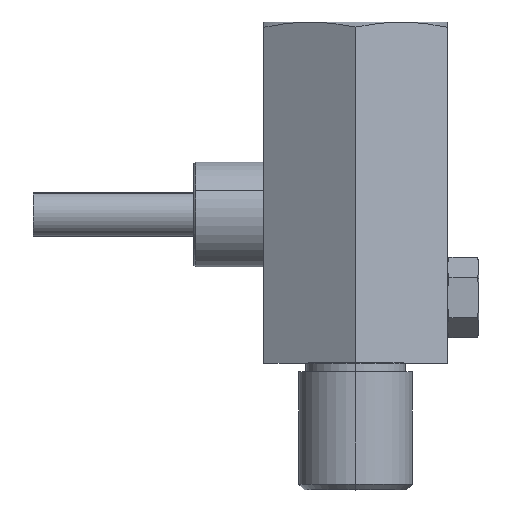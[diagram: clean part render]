
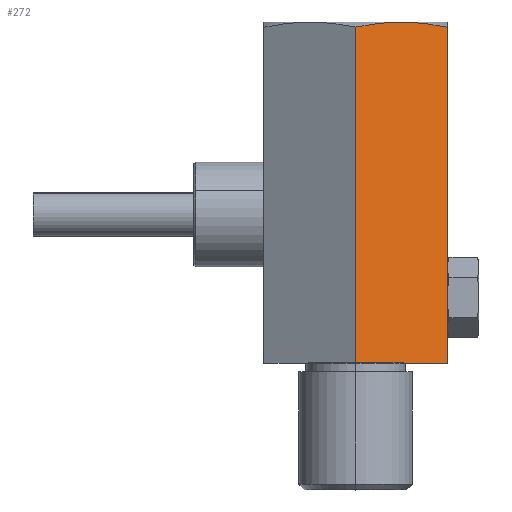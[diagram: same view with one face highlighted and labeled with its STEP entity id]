
A CAD part, top view. The second image highlights one B-rep face of the part: STEP entity #272.
In plain terms, the highlighted planar face has unit normal (0.5, 0, 0.866).
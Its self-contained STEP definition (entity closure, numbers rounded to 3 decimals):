
#272=ADVANCED_FACE('',(#638),#639,.F.);
#638=FACE_OUTER_BOUND('',#1124,.T.);
#639=PLANE('',#1125);
#1124=EDGE_LOOP('',(#1820,#1821,#1822,#1823,#1824));
#1125=AXIS2_PLACEMENT_3D('',#1825,#1826,#1827);
#1820=ORIENTED_EDGE('',*,*,#2948,.T.);
#1821=ORIENTED_EDGE('',*,*,#2944,.T.);
#1822=ORIENTED_EDGE('',*,*,#2958,.F.);
#1823=ORIENTED_EDGE('',*,*,#2894,.F.);
#1824=ORIENTED_EDGE('',*,*,#2959,.F.);
#1825=CARTESIAN_POINT('',(10.5,0.,6.062));
#1826=DIRECTION('',(-0.5,0.,-0.866));
#1827=DIRECTION('',(0.,-1.0,0.));
#2894=EDGE_CURVE('',#3397,#3427,#3428,.T.);
#2944=EDGE_CURVE('',#3483,#3487,#3489,.T.);
#2948=EDGE_CURVE('',#3495,#3483,#3496,.T.);
#2958=EDGE_CURVE('',#3427,#3487,#3507,.T.);
#2959=EDGE_CURVE('',#3495,#3397,#3508,.T.);
#3397=VERTEX_POINT('',#4402);
#3427=VERTEX_POINT('',#4451);
#3428=(B_SPLINE_CURVE(2,(#4453,#4454,#4455,#4456,#4457,#4458,#4459,#4460),.UNSPECIFIED.,.F.,.F.)B_SPLINE_CURVE_WITH_KNOTS((3,1,1,1,1,1,3),(-25.287,-23.259,-18.491,-10.574,-4.125,-1.554,-0.0),.UNSPECIFIED.)RATIONAL_B_SPLINE_CURVE((1.0,1.84,4.201,6.629,5.656,3.141,1.643,1.0))BOUNDED_CURVE()REPRESENTATION_ITEM('')GEOMETRIC_REPRESENTATION_ITEM()CURVE());
#3483=VERTEX_POINT('',#4823);
#3487=VERTEX_POINT('',#4842);
#3489=LINE('',#4858,#4859);
#3495=VERTEX_POINT('',#4867);
#3496=LINE('',#4868,#4869);
#3507=(B_SPLINE_CURVE(2,(#4897,#4898,#4899,#4900,#4901,#4902,#4903,#4904),.UNSPECIFIED.,.F.,.F.)B_SPLINE_CURVE_WITH_KNOTS((3,1,1,1,1,1,3),(0.0,1.554,4.125,10.574,18.491,23.259,25.287),.UNSPECIFIED.)RATIONAL_B_SPLINE_CURVE((1.0,1.643,3.141,5.656,6.629,4.201,1.84,1.0))BOUNDED_CURVE()REPRESENTATION_ITEM('')GEOMETRIC_REPRESENTATION_ITEM()CURVE());
#3508=LINE('',#4911,#4912);
#4402=CARTESIAN_POINT('',(0.,38.409,12.124));
#4451=CARTESIAN_POINT('',(5.25,39.0,9.093));
#4453=CARTESIAN_POINT('',(-98.621,-1.,69.063));
#4454=CARTESIAN_POINT('',(-46.686,20.744,39.078));
#4455=CARTESIAN_POINT('',(-10.846,35.303,18.386));
#4456=CARTESIAN_POINT('',(2.909,39.457,10.445));
#4457=CARTESIAN_POINT('',(12.938,38.22,4.654));
#4458=CARTESIAN_POINT('',(30.891,31.475,-5.711));
#4459=CARTESIAN_POINT('',(64.569,17.653,-25.155));
#4460=CARTESIAN_POINT('',(109.121,-1.,-50.877));
#4823=CARTESIAN_POINT('',(10.5,0.,6.062));
#4842=CARTESIAN_POINT('',(10.5,38.409,6.062));
#4858=CARTESIAN_POINT('',(10.5,0.,6.062));
#4859=VECTOR('',#5931,38.409);
#4867=CARTESIAN_POINT('',(0.,0.,12.124));
#4868=CARTESIAN_POINT('',(0.,0.,12.124));
#4869=VECTOR('',#5934,12.124);
#4897=CARTESIAN_POINT('',(-98.621,-1.,69.063));
#4898=CARTESIAN_POINT('',(-54.069,17.653,43.341));
#4899=CARTESIAN_POINT('',(-20.391,31.475,23.897));
#4900=CARTESIAN_POINT('',(-2.438,38.22,13.532));
#4901=CARTESIAN_POINT('',(7.591,39.457,7.742));
#4902=CARTESIAN_POINT('',(21.346,35.303,-0.2));
#4903=CARTESIAN_POINT('',(57.186,20.744,-20.892));
#4904=CARTESIAN_POINT('',(109.121,-1.,-50.877));
#4911=CARTESIAN_POINT('',(0.,0.,12.124));
#4912=VECTOR('',#5943,38.409);
#5931=DIRECTION('',(0.,1.0,0.));
#5934=DIRECTION('',(0.866,0.,-0.5));
#5943=DIRECTION('',(0.,1.0,0.));
